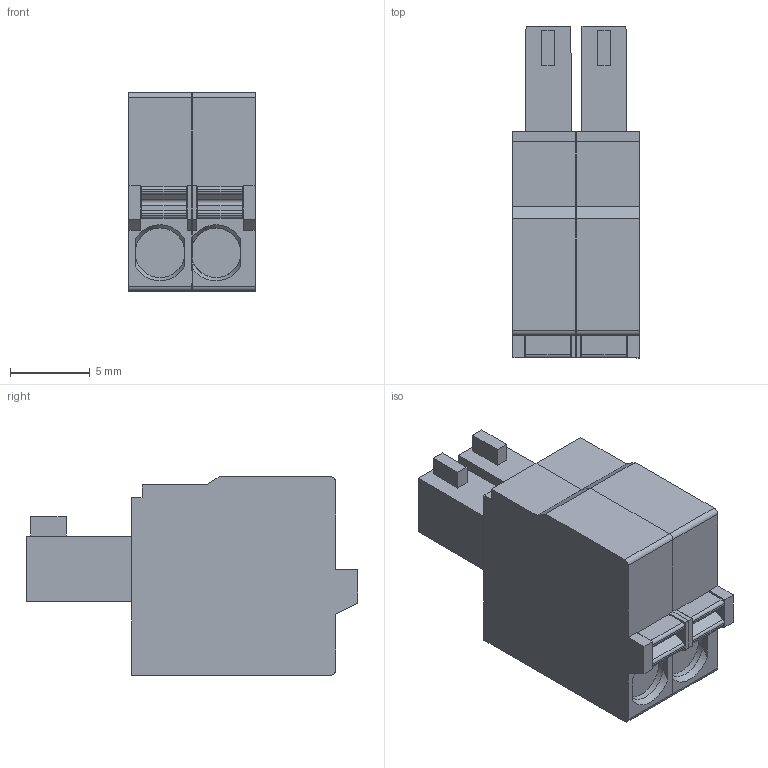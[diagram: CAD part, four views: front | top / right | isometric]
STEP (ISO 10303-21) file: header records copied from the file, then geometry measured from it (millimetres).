
FILE_DESCRIPTION((''),'2;1');
FILE_NAME('2','2020-06-17T',('P'),(''),'PRO/ENGINEER BY PARAMETRIC TECHNOLOGY CORPORATION, 2012360','PRO/ENGINEER BY PARAMETRIC TECHNOLOGY CORPORATION, 2012360','');
FILE_SCHEMA(('AUTOMOTIVE_DESIGN { 1 0 10303 214 1 1 1 1 }'));
Length unit declared in the file: millimetre
Products named in the file (1): 2
Bounding box: 7.9 x 20.75 x 12.4 mm (x, y, z)
Volume: 1376.6 mm3; surface area: 1304.7 mm2
Topology: 2 solids, 6 shells, 141 faces, 367 edges, 247 vertices
Faces by surface type: plane 107, cylinder 28, cone 6
Entity records: 4501 total; most frequent: CARTESIAN_POINT 941, ORIENTED_EDGE 734, DIRECTION 690, EDGE_CURVE 367, VECTOR 272, LINE 272, VERTEX_POINT 247, AXIS2_PLACEMENT_3D 209
